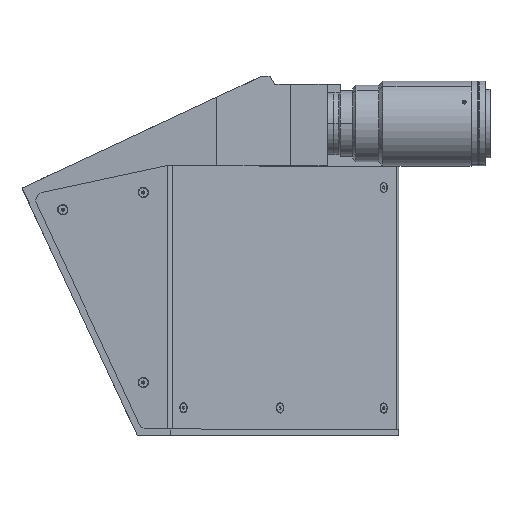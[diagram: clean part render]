
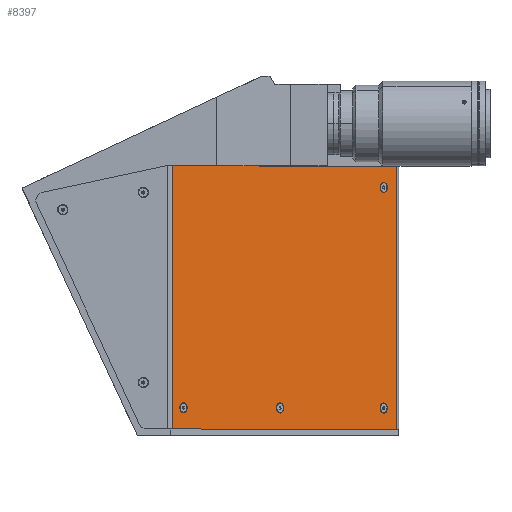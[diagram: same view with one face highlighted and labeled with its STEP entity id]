
A CAD part, top view. The second image highlights one B-rep face of the part: STEP entity #8397.
In plain terms, the highlighted planar face has unit normal (0.707, 0, 0.707).
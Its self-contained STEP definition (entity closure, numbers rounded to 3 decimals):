
#68 = EDGE_LOOP ( 'NONE', ( #678, #6001 ) ) ;
#142 = EDGE_CURVE ( 'NONE', #3939, #5375, #13412, .T. ) ;
#678 = ORIENTED_EDGE ( 'NONE', *, *, #9572, .F. ) ;
#723 = LINE ( 'NONE', #14182, #10652 ) ;
#1043 = ORIENTED_EDGE ( 'NONE', *, *, #14534, .F. ) ;
#1251 = CARTESIAN_POINT ( 'NONE',  ( 88.492, -78., 51.192 ) ) ;
#1333 = CARTESIAN_POINT ( 'NONE',  ( 98.828, 70., 40.856 ) ) ;
#1335 = VERTEX_POINT ( 'NONE', #1251 ) ;
#1347 = DIRECTION ( 'NONE',  ( 0.707, 0., -0.707 ) ) ;
#1403 = ORIENTED_EDGE ( 'NONE', *, *, #9446, .F. ) ;
#1787 = DIRECTION ( 'NONE',  ( 0.707, 0., -0.707 ) ) ;
#2047 = CARTESIAN_POINT ( 'NONE',  ( 88.492, 57., 51.192 ) ) ;
#2172 = DIRECTION ( 'NONE',  ( 0.707, 0., -0.707 ) ) ;
#2577 = DIRECTION ( 'NONE',  ( 0.707, 0., 0.707 ) ) ;
#2788 = FACE_BOUND ( 'NONE', #5294, .T. ) ;
#2839 = ORIENTED_EDGE ( 'NONE', *, *, #8471, .F. ) ;
#2881 = CARTESIAN_POINT ( 'NONE',  ( -39.716, 70., 179.4 ) ) ;
#3085 = ORIENTED_EDGE ( 'NONE', *, *, #16935, .F. ) ;
#3139 = AXIS2_PLACEMENT_3D ( 'NONE', #5265, #2577, #1347 ) ;
#3458 = CARTESIAN_POINT ( 'NONE',  ( 90.719, 57., 48.965 ) ) ;
#3592 = EDGE_CURVE ( 'NONE', #9967, #8770, #12376, .T. ) ;
#3768 = AXIS2_PLACEMENT_3D ( 'NONE', #6827, #10670, #1787 ) ;
#3939 = VERTEX_POINT ( 'NONE', #14086 ) ;
#4272 = FACE_BOUND ( 'NONE', #68, .T. ) ;
#4299 = EDGE_LOOP ( 'NONE', ( #9374, #16883, #1403, #10723 ) ) ;
#4683 = DIRECTION ( 'NONE',  ( 0.707, 0., 0.707 ) ) ;
#5108 = LINE ( 'NONE', #10502, #13479 ) ;
#5133 = VERTEX_POINT ( 'NONE', #17128 ) ;
#5265 = CARTESIAN_POINT ( 'NONE',  ( -31.849, -78., 171.534 ) ) ;
#5294 = EDGE_LOOP ( 'NONE', ( #12513, #3085 ) ) ;
#5375 = VERTEX_POINT ( 'NONE', #7714 ) ;
#5685 = ORIENTED_EDGE ( 'NONE', *, *, #15483, .F. ) ;
#5705 = CARTESIAN_POINT ( 'NONE',  ( -39.716, -91., 179.4 ) ) ;
#5748 = CARTESIAN_POINT ( 'NONE',  ( 90.719, 57., 48.965 ) ) ;
#6001 = ORIENTED_EDGE ( 'NONE', *, *, #15067, .F. ) ;
#6178 = AXIS2_PLACEMENT_3D ( 'NONE', #3458, #4683, #8759 ) ;
#6397 = CARTESIAN_POINT ( 'NONE',  ( -29.622, -78., 169.306 ) ) ;
#6556 = VERTEX_POINT ( 'NONE', #12727 ) ;
#6622 = CARTESIAN_POINT ( 'NONE',  ( 27.314, -78., 112.371 ) ) ;
#6779 = AXIS2_PLACEMENT_3D ( 'NONE', #2881, #11996, #9574 ) ;
#6827 = CARTESIAN_POINT ( 'NONE',  ( 90.719, -78., 48.965 ) ) ;
#6937 = DIRECTION ( 'NONE',  ( 0.707, 0., -0.707 ) ) ;
#6957 = FACE_BOUND ( 'NONE', #9319, .T. ) ;
#6974 = ORIENTED_EDGE ( 'NONE', *, *, #3592, .F. ) ;
#7234 = CIRCLE ( 'NONE', #16663, 3.15 ) ;
#7380 = VERTEX_POINT ( 'NONE', #6397 ) ;
#7714 = CARTESIAN_POINT ( 'NONE',  ( 98.828, 70., 40.856 ) ) ;
#7958 = DIRECTION ( 'NONE',  ( 0.707, 0., -0.707 ) ) ;
#8397 = ADVANCED_FACE ( 'NONE', ( #6957, #2788, #4272, #10540, #14868 ), #13387, .F. ) ;
#8455 = CIRCLE ( 'NONE', #11234, 3.15 ) ;
#8471 = EDGE_CURVE ( 'NONE', #11021, #9989, #8455, .T. ) ;
#8528 = DIRECTION ( 'NONE',  ( 0.707, 0., 0.707 ) ) ;
#8551 = VERTEX_POINT ( 'NONE', #12601 ) ;
#8628 = EDGE_LOOP ( 'NONE', ( #5685, #2839 ) ) ;
#8759 = DIRECTION ( 'NONE',  ( 0.707, 0., -0.707 ) ) ;
#8770 = VERTEX_POINT ( 'NONE', #10597 ) ;
#8913 = AXIS2_PLACEMENT_3D ( 'NONE', #10831, #16113, #7958 ) ;
#9319 = EDGE_LOOP ( 'NONE', ( #6974, #1043 ) ) ;
#9374 = ORIENTED_EDGE ( 'NONE', *, *, #15814, .T. ) ;
#9446 = EDGE_CURVE ( 'NONE', #6556, #5375, #5108, .T. ) ;
#9572 = EDGE_CURVE ( 'NONE', #8551, #1335, #15407, .T. ) ;
#9574 = DIRECTION ( 'NONE',  ( -0.707, 0., 0.707 ) ) ;
#9967 = VERTEX_POINT ( 'NONE', #14953 ) ;
#9989 = VERTEX_POINT ( 'NONE', #15028 ) ;
#10465 = DIRECTION ( 'NONE',  ( 0.707, 0., 0.707 ) ) ;
#10502 = CARTESIAN_POINT ( 'NONE',  ( -39.716, 70., 179.4 ) ) ;
#10540 = FACE_BOUND ( 'NONE', #8628, .T. ) ;
#10597 = CARTESIAN_POINT ( 'NONE',  ( 25.086, -78., 114.598 ) ) ;
#10652 = VECTOR ( 'NONE', #11335, 1000. ) ;
#10670 = DIRECTION ( 'NONE',  ( 0.707, 0., 0.707 ) ) ;
#10723 = ORIENTED_EDGE ( 'NONE', *, *, #16381, .T. ) ;
#10724 = DIRECTION ( 'NONE',  ( 0., 1., 0. ) ) ;
#10831 = CARTESIAN_POINT ( 'NONE',  ( 27.314, -78., 112.371 ) ) ;
#10881 = AXIS2_PLACEMENT_3D ( 'NONE', #11474, #8528, #2172 ) ;
#10895 = CIRCLE ( 'NONE', #10881, 3.15 ) ;
#11008 = DIRECTION ( 'NONE',  ( 0.707, 0., -0.707 ) ) ;
#11021 = VERTEX_POINT ( 'NONE', #2047 ) ;
#11234 = AXIS2_PLACEMENT_3D ( 'NONE', #5748, #15283, #13819 ) ;
#11335 = DIRECTION ( 'NONE',  ( 0., -1., 0. ) ) ;
#11474 = CARTESIAN_POINT ( 'NONE',  ( 90.719, -78., 48.965 ) ) ;
#11887 = VECTOR ( 'NONE', #10724, 1000. ) ;
#11996 = DIRECTION ( 'NONE',  ( -0.707, 0., -0.707 ) ) ;
#12376 = CIRCLE ( 'NONE', #14593, 3.15 ) ;
#12513 = ORIENTED_EDGE ( 'NONE', *, *, #14137, .F. ) ;
#12574 = CIRCLE ( 'NONE', #3139, 3.15 ) ;
#12601 = CARTESIAN_POINT ( 'NONE',  ( 92.947, -78., 46.738 ) ) ;
#12727 = CARTESIAN_POINT ( 'NONE',  ( -38.544, 70., 178.228 ) ) ;
#13387 = PLANE ( 'NONE',  #6779 ) ;
#13412 = LINE ( 'NONE', #1333, #11887 ) ;
#13479 = VECTOR ( 'NONE', #16915, 1000. ) ;
#13544 = DIRECTION ( 'NONE',  ( 0.707, 0., 0.707 ) ) ;
#13630 = CIRCLE ( 'NONE', #8913, 3.15 ) ;
#13665 = CIRCLE ( 'NONE', #6178, 3.15 ) ;
#13819 = DIRECTION ( 'NONE',  ( 0.707, 0., -0.707 ) ) ;
#13946 = LINE ( 'NONE', #5705, #14796 ) ;
#14086 = CARTESIAN_POINT ( 'NONE',  ( 98.828, -91., 40.856 ) ) ;
#14137 = EDGE_CURVE ( 'NONE', #7380, #15690, #7234, .T. ) ;
#14182 = CARTESIAN_POINT ( 'NONE',  ( -38.544, 70., 178.228 ) ) ;
#14534 = EDGE_CURVE ( 'NONE', #8770, #9967, #13630, .T. ) ;
#14593 = AXIS2_PLACEMENT_3D ( 'NONE', #6622, #10465, #15917 ) ;
#14796 = VECTOR ( 'NONE', #11008, 1000. ) ;
#14845 = CARTESIAN_POINT ( 'NONE',  ( -31.849, -78., 171.534 ) ) ;
#14868 = FACE_OUTER_BOUND ( 'NONE', #4299, .T. ) ;
#14953 = CARTESIAN_POINT ( 'NONE',  ( 29.541, -78., 110.143 ) ) ;
#15028 = CARTESIAN_POINT ( 'NONE',  ( 92.947, 57., 46.738 ) ) ;
#15067 = EDGE_CURVE ( 'NONE', #1335, #8551, #10895, .T. ) ;
#15283 = DIRECTION ( 'NONE',  ( 0.707, 0., 0.707 ) ) ;
#15407 = CIRCLE ( 'NONE', #3768, 3.15 ) ;
#15483 = EDGE_CURVE ( 'NONE', #9989, #11021, #13665, .T. ) ;
#15690 = VERTEX_POINT ( 'NONE', #15861 ) ;
#15814 = EDGE_CURVE ( 'NONE', #5133, #3939, #13946, .T. ) ;
#15861 = CARTESIAN_POINT ( 'NONE',  ( -34.077, -78., 173.761 ) ) ;
#15917 = DIRECTION ( 'NONE',  ( 0.707, 0., -0.707 ) ) ;
#16113 = DIRECTION ( 'NONE',  ( 0.707, 0., 0.707 ) ) ;
#16381 = EDGE_CURVE ( 'NONE', #6556, #5133, #723, .T. ) ;
#16663 = AXIS2_PLACEMENT_3D ( 'NONE', #14845, #13544, #6937 ) ;
#16883 = ORIENTED_EDGE ( 'NONE', *, *, #142, .T. ) ;
#16915 = DIRECTION ( 'NONE',  ( 0.707, 0., -0.707 ) ) ;
#16935 = EDGE_CURVE ( 'NONE', #15690, #7380, #12574, .T. ) ;
#17128 = CARTESIAN_POINT ( 'NONE',  ( -38.544, -91., 178.228 ) ) ;
